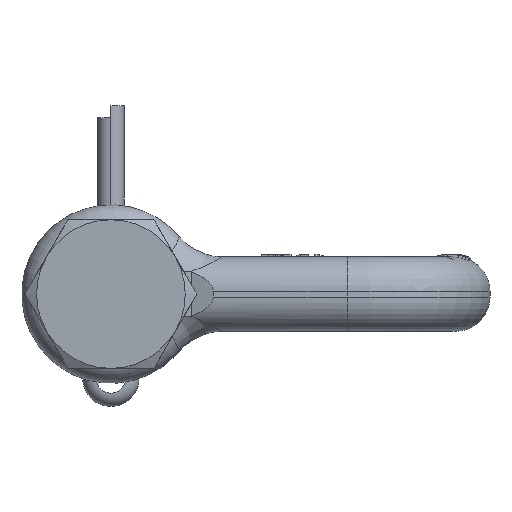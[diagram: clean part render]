
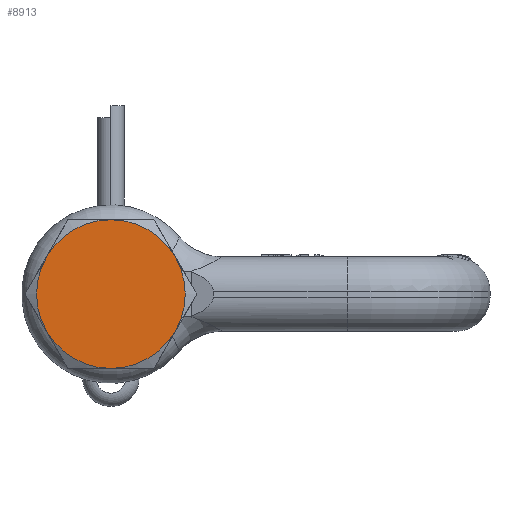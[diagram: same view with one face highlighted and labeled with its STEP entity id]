
A CAD part, left-side view. The second image highlights one B-rep face of the part: STEP entity #8913.
In plain terms, the highlighted planar face has unit normal (-1, 0, 0).
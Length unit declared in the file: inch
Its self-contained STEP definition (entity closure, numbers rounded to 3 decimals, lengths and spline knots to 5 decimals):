
#8440=CARTESIAN_POINT('',(-0.68538,0.,0.));
#8441=DIRECTION('',(-1.,0.,0.));
#8442=DIRECTION('',(0.,0.,-1.));
#8443=AXIS2_PLACEMENT_3D('',#8440,#8441,#8442);
#8445=CARTESIAN_POINT('',(-0.68538,0.,0.));
#8446=DIRECTION('',(-1.,0.,0.));
#8447=DIRECTION('',(0.,0.866,-0.5));
#8448=AXIS2_PLACEMENT_3D('',#8445,#8446,#8447);
#8450=CARTESIAN_POINT('',(-0.68538,0.,0.));
#8451=DIRECTION('',(-1.,0.,0.));
#8452=DIRECTION('',(0.,0.866,0.5));
#8453=AXIS2_PLACEMENT_3D('',#8450,#8451,#8452);
#8455=CARTESIAN_POINT('',(-0.68538,0.,0.));
#8456=DIRECTION('',(-1.,0.,0.));
#8457=DIRECTION('',(0.,0.,1.));
#8458=AXIS2_PLACEMENT_3D('',#8455,#8456,#8457);
#8460=CARTESIAN_POINT('',(-0.68538,0.,0.));
#8461=DIRECTION('',(-1.,0.,0.));
#8462=DIRECTION('',(0.,-0.866,0.5));
#8463=AXIS2_PLACEMENT_3D('',#8460,#8461,#8462);
#8465=CARTESIAN_POINT('',(-0.68538,0.,0.));
#8466=DIRECTION('',(-1.,0.,0.));
#8467=DIRECTION('',(0.,-0.866,-0.5));
#8468=AXIS2_PLACEMENT_3D('',#8465,#8466,#8467);
#8470=CARTESIAN_POINT('',(-0.68538,0.,-0.25));
#8471=CARTESIAN_POINT('',(-0.68538,-0.21651,
-0.125));
#8472=VERTEX_POINT('',#8470);
#8473=VERTEX_POINT('',#8471);
#8474=CARTESIAN_POINT('',(-0.68538,-0.21651,
0.125));
#8475=VERTEX_POINT('',#8474);
#8476=CARTESIAN_POINT('',(-0.68538,0.,0.25));
#8477=VERTEX_POINT('',#8476);
#8478=CARTESIAN_POINT('',(-0.68538,0.21651,
0.125));
#8479=VERTEX_POINT('',#8478);
#8480=CARTESIAN_POINT('',(-0.68538,0.21651,
-0.125));
#8481=VERTEX_POINT('',#8480);
#8900=CARTESIAN_POINT('',(-0.68538,0.,0.));
#8901=DIRECTION('',(-1.,0.,0.));
#8902=DIRECTION('',(0.,0.,1.));
#8903=AXIS2_PLACEMENT_3D('',#8900,#8901,#8902);
#8904=PLANE('',#8903);
#8905=ORIENTED_EDGE('',*,*,#8537,.F.);
#8906=ORIENTED_EDGE('',*,*,#8854,.F.);
#8907=ORIENTED_EDGE('',*,*,#8840,.F.);
#8908=ORIENTED_EDGE('',*,*,#8826,.F.);
#8909=ORIENTED_EDGE('',*,*,#8565,.F.);
#8910=ORIENTED_EDGE('',*,*,#8551,.F.);
#8911=EDGE_LOOP('',(#8905,#8906,#8907,#8908,#8909,#8910));
#8912=FACE_OUTER_BOUND('',#8911,.F.);
#8913=ADVANCED_FACE('',(#8912),#8904,.T.);
#8444=CIRCLE('',#8443,0.25);
#8449=CIRCLE('',#8448,0.25);
#8454=CIRCLE('',#8453,0.25);
#8459=CIRCLE('',#8458,0.25);
#8464=CIRCLE('',#8463,0.25);
#8469=CIRCLE('',#8468,0.25);
#8537=EDGE_CURVE('',#8472,#8473,#8444,.T.);
#8551=EDGE_CURVE('',#8473,#8475,#8469,.T.);
#8565=EDGE_CURVE('',#8475,#8477,#8464,.T.);
#8826=EDGE_CURVE('',#8477,#8479,#8459,.T.);
#8840=EDGE_CURVE('',#8479,#8481,#8454,.T.);
#8854=EDGE_CURVE('',#8481,#8472,#8449,.T.);
